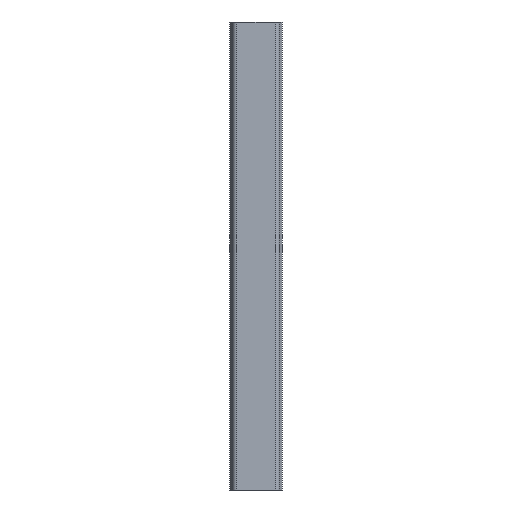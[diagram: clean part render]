
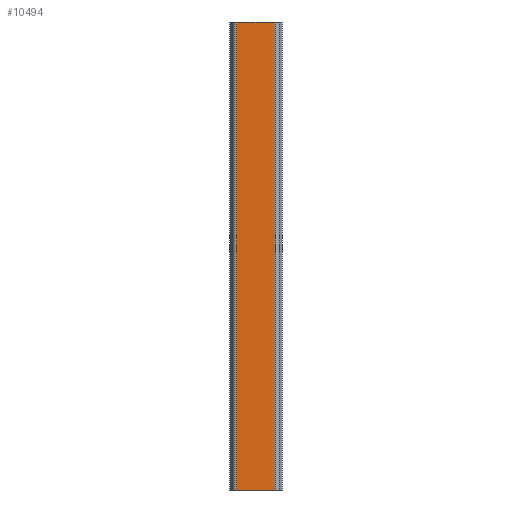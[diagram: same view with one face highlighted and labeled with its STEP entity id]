
A CAD part, front view. The second image highlights one B-rep face of the part: STEP entity #10494.
In plain terms, the highlighted planar face has unit normal (0, -1, 0).
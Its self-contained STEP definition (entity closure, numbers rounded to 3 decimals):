
#350=PLANE('',#15347);
#762=FACE_OUTER_BOUND('',#1494,.T.);
#1494=EDGE_LOOP('',(#5953,#5954,#5955,#5956));
#2319=VERTEX_POINT('',#22132);
#2322=VERTEX_POINT('',#22137);
#2349=VERTEX_POINT('',#22219);
#2350=VERTEX_POINT('',#22221);
#3766=EDGE_CURVE('',#2322,#2319,#12343,.T.);
#3807=EDGE_CURVE('',#2350,#2349,#12371,.T.);
#3809=EDGE_CURVE('',#2349,#2319,#12372,.T.);
#3810=EDGE_CURVE('',#2322,#2350,#12373,.T.);
#5953=ORIENTED_EDGE('',*,*,#3809,.T.);
#5954=ORIENTED_EDGE('',*,*,#3766,.F.);
#5955=ORIENTED_EDGE('',*,*,#3810,.T.);
#5956=ORIENTED_EDGE('',*,*,#3807,.T.);
#10494=ADVANCED_FACE('',(#762),#350,.T.);
#12343=LINE('',#22139,#13829);
#12371=LINE('',#22222,#13857);
#12372=LINE('',#22225,#13858);
#12373=LINE('',#22226,#13859);
#13829=VECTOR('',#17134,500.);
#13857=VECTOR('',#17216,500.);
#13858=VECTOR('',#17221,40.774);
#13859=VECTOR('',#17222,40.774);
#15347=AXIS2_PLACEMENT_3D('',#22224,#17219,#17220);
#17134=DIRECTION('',(0.,0.,1.));
#17216=DIRECTION('',(0.,0.,1.));
#17219=DIRECTION('center_axis',(0.,-1.,0.));
#17220=DIRECTION('ref_axis',(0.,0.,-1.));
#17221=DIRECTION('',(-1.,0.,0.));
#17222=DIRECTION('',(1.,0.,0.));
#22132=CARTESIAN_POINT('',(-20.387,0.,500.));
#22137=CARTESIAN_POINT('',(-20.387,0.,0.));
#22139=CARTESIAN_POINT('',(-20.387,0.,0.));
#22219=CARTESIAN_POINT('',(20.387,0.,500.));
#22221=CARTESIAN_POINT('',(20.387,0.,0.));
#22222=CARTESIAN_POINT('',(20.387,0.,0.));
#22224=CARTESIAN_POINT('Origin',(20.387,0.,
0.));
#22225=CARTESIAN_POINT('',(-20.387,0.,500.));
#22226=CARTESIAN_POINT('',(-20.387,0.,0.));
